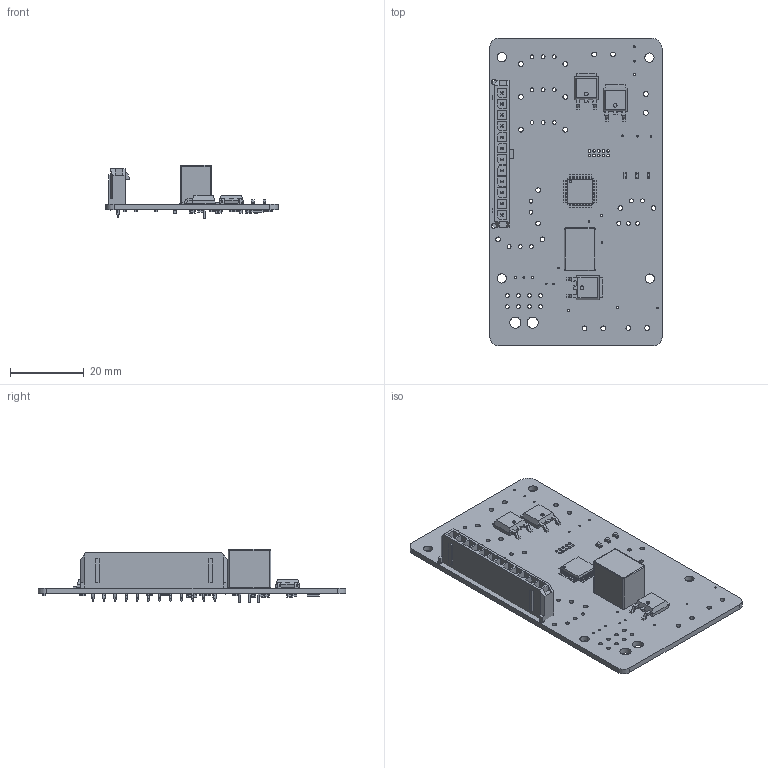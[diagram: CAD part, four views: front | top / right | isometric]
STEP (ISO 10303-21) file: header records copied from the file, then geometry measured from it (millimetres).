
FILE_DESCRIPTION(('KiCad electronic assembly'),'2;1');
FILE_NAME('WaterBlasterV2.step','2025-04-18T22:31:52',('Pcbnew'),( 'Kicad'),'Open CASCADE STEP processor 7.8','KiCad to STEP converter' ,'Unknown');
FILE_SCHEMA(('AUTOMOTIVE_DESIGN { 1 0 10303 214 1 1 1 1 }'));
Length unit declared in the file: millimetre
Products named in the file (12): WaterBlasterV2 1; LQFP-32_7x7mm_P0.8mm; TO-252-2; WaterBlasterV2 1.2.1; 436501215; LED_0603_1608Metric; Converter_DCDC_RECOM_R-78E-0.5_THT; Fuse_1206_3216Metric; R_0603_1608Metric; C_0603_1608Metric; Fuse_0603_1608Metric; WaterBlasterV2_PCB
Assembly tree (36 placements, depth 3):
  WaterBlasterV2 1
    LQFP-32_7x7mm_P0.8mm
    TO-252-2  x3
      WaterBlasterV2 1.2.1
    436501215
    LED_0603_1608Metric  x3
    Converter_DCDC_RECOM_R-78E-0.5_THT
    Fuse_1206_3216Metric  x2
    R_0603_1608Metric  x12
    C_0603_1608Metric  x8
    Fuse_0603_1608Metric  x3
    WaterBlasterV2_PCB
Bounding box: 46.61 x 83.19 x 14.5 mm (x, y, z)
Volume: 8148.8 mm3; surface area: 12195.2 mm2
Topology: 47 solids, 47 shells, 2131 faces, 5537 edges, 3565 vertices
Faces by surface type: plane 1459, cylinder 609, bspline 56, torus 7
Full cylindrical faces by diameter (mm): 0.5 x22, 0.711 x10, 1 x6, 1.02 x24, 1.067 x12, 1.07 x3, 1.27 x12, 1.3 x8, 1.321 x2, 2.5 x4, 3 x2
Entity records: 45047 total; most frequent: CARTESIAN_POINT 7086, ORIENTED_EDGE 6774, DIRECTION 6687, EDGE_CURVE 3387, LINE 2595, VECTOR 2595, VERTEX_POINT 2157, AXIS2_PLACEMENT_3D 2046
